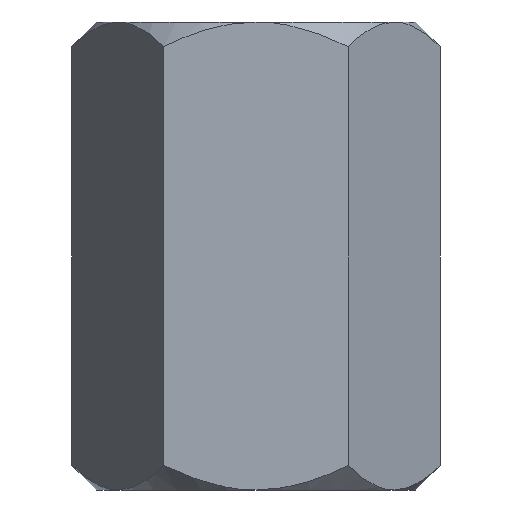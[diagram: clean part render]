
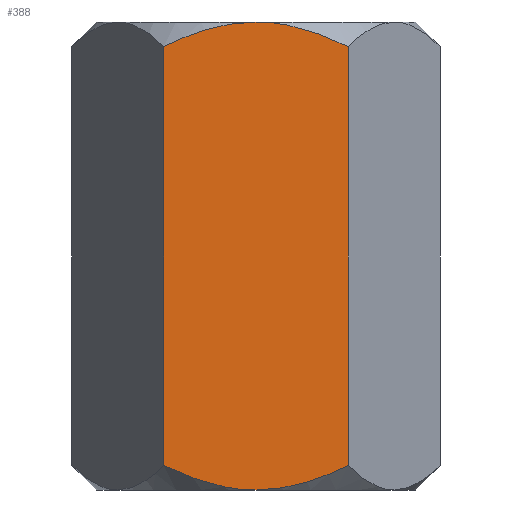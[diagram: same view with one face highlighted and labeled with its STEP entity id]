
A CAD part, left-side view. The second image highlights one B-rep face of the part: STEP entity #388.
In plain terms, the highlighted planar face has unit normal (-1, 0, 0).
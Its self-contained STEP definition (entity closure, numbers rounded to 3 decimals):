
#2 = DIRECTION ( 'NONE',  ( 0., 0., 1. ) ) ;
#24 = CARTESIAN_POINT ( 'NONE',  ( -15., 0., 0. ) ) ;
#28 = CARTESIAN_POINT ( 'NONE',  ( -15., 8.66, -41.679 ) ) ;
#35 = CARTESIAN_POINT ( 'NONE',  ( -15., 5.182, -43.145 ) ) ;
#40 = DIRECTION ( 'NONE',  ( 0., 0., 1. ) ) ;
#77 = CARTESIAN_POINT ( 'NONE',  ( -15., -5.182, -0.855 ) ) ;
#82 = CARTESIAN_POINT ( 'NONE',  ( -15., 3.738, -0.443 ) ) ;
#86 = VERTEX_POINT ( 'NONE', #24 ) ;
#87 = ORIENTED_EDGE ( 'NONE', *, *, #108, .F. ) ;
#91 = CARTESIAN_POINT ( 'NONE',  ( -15., -8.66, -41.679 ) ) ;
#95 = CARTESIAN_POINT ( 'NONE',  ( -15., 8.66, -2.321 ) ) ;
#108 = EDGE_CURVE ( 'NONE', #250, #588, #306, .T. ) ;
#118 = CARTESIAN_POINT ( 'NONE',  ( -15., 8.66, -44. ) ) ;
#122 = PLANE ( 'NONE',  #702 ) ;
#126 = CARTESIAN_POINT ( 'NONE',  ( -15., 0., -44. ) ) ;
#133 = CARTESIAN_POINT ( 'NONE',  ( -15., -8.66, -44. ) ) ;
#142 = EDGE_LOOP ( 'NONE', ( #87, #490, #663, #286, #545, #551 ) ) ;
#170 = B_SPLINE_CURVE_WITH_KNOTS ( 'NONE', 3,
 ( #191, #530, #759, #352, #650, #292, #533, #527, #762, #468, #182, #413 ),
 .UNSPECIFIED., .F., .F.,
 ( 4, 2, 2, 2, 2, 4 ),
 ( 0.045, 0.046, 0.047, 0.049, 0.052, 0.054 ),
 .UNSPECIFIED. ) ;
#171 = CARTESIAN_POINT ( 'NONE',  ( -15., -8.66, -2.321 ) ) ;
#182 = CARTESIAN_POINT ( 'NONE',  ( -15., -7.991, -42.014 ) ) ;
#191 = CARTESIAN_POINT ( 'NONE',  ( -15., 0., -44. ) ) ;
#193 = EDGE_CURVE ( 'NONE', #250, #428, #565, .T. ) ;
#195 = VECTOR ( 'NONE', #376, 1000. ) ;
#218 = CARTESIAN_POINT ( 'NONE',  ( -15., 3.003, -43.766 ) ) ;
#230 = B_SPLINE_CURVE_WITH_KNOTS ( 'NONE', 3,
 ( #600, #674, #722, #265, #269, #385, #82, #437, #680, #452, #505, #95 ),
 .UNSPECIFIED., .F., .F.,
 ( 4, 2, 2, 2, 2, 4 ),
 ( 0.045, 0.046, 0.047, 0.049, 0.052, 0.054 ),
 .UNSPECIFIED. ) ;
#250 = VERTEX_POINT ( 'NONE', #28 ) ;
#260 = CARTESIAN_POINT ( 'NONE',  ( -15., 0., 0. ) ) ;
#265 = CARTESIAN_POINT ( 'NONE',  ( -15., 1.515, -0.072 ) ) ;
#269 = CARTESIAN_POINT ( 'NONE',  ( -15., 1.889, -0.114 ) ) ;
#272 = CARTESIAN_POINT ( 'NONE',  ( -15., 5.902, -42.894 ) ) ;
#277 = EDGE_CURVE ( 'NONE', #86, #588, #230, .T. ) ;
#286 = ORIENTED_EDGE ( 'NONE', *, *, #457, .T. ) ;
#292 = CARTESIAN_POINT ( 'NONE',  ( -15., -3.004, -43.72 ) ) ;
#302 = LINE ( 'NONE', #133, #401 ) ;
#306 = LINE ( 'NONE', #358, #195 ) ;
#315 = CARTESIAN_POINT ( 'NONE',  ( -15., -7.302, -1.67 ) ) ;
#345 = CARTESIAN_POINT ( 'NONE',  ( -15., 8.66, -2.321 ) ) ;
#350 = DIRECTION ( 'NONE',  ( -1., 0., 0. ) ) ;
#352 = CARTESIAN_POINT ( 'NONE',  ( -15., -1.515, -43.928 ) ) ;
#358 = CARTESIAN_POINT ( 'NONE',  ( -15., 8.66, -44. ) ) ;
#367 = CARTESIAN_POINT ( 'NONE',  ( -15., -3.003, -0.234 ) ) ;
#372 = CARTESIAN_POINT ( 'NONE',  ( -15., 1.521, -44. ) ) ;
#376 = DIRECTION ( 'NONE',  ( 0., 0., 1. ) ) ;
#385 = CARTESIAN_POINT ( 'NONE',  ( -15., 3.004, -0.28 ) ) ;
#388 = ADVANCED_FACE ( 'NONE', ( #410 ), #122, .T. ) ;
#395 = B_SPLINE_CURVE_WITH_KNOTS ( 'NONE', 3,
 ( #449, #438, #315, #607, #77, #367, #541, #260 ),
 .UNSPECIFIED., .F., .F.,
 ( 4, 2, 2, 4 ),
 ( 0.036, 0.038, 0.04, 0.045 ),
 .UNSPECIFIED. ) ;
#401 = VECTOR ( 'NONE', #40, 1000. ) ;
#410 = FACE_OUTER_BOUND ( 'NONE', #142, .T. ) ;
#413 = CARTESIAN_POINT ( 'NONE',  ( -15., -8.66, -41.679 ) ) ;
#422 = EDGE_CURVE ( 'NONE', #428, #538, #170, .T. ) ;
#428 = VERTEX_POINT ( 'NONE', #126 ) ;
#437 = CARTESIAN_POINT ( 'NONE',  ( -15., 5.19, -0.857 ) ) ;
#438 = CARTESIAN_POINT ( 'NONE',  ( -15., -7.987, -1.984 ) ) ;
#449 = CARTESIAN_POINT ( 'NONE',  ( -15., -8.66, -2.321 ) ) ;
#452 = CARTESIAN_POINT ( 'NONE',  ( -15., 7.309, -1.674 ) ) ;
#457 = EDGE_CURVE ( 'NONE', #538, #633, #302, .T. ) ;
#468 = CARTESIAN_POINT ( 'NONE',  ( -15., -7.309, -42.326 ) ) ;
#490 = ORIENTED_EDGE ( 'NONE', *, *, #193, .T. ) ;
#505 = CARTESIAN_POINT ( 'NONE',  ( -15., 7.991, -1.986 ) ) ;
#508 = CARTESIAN_POINT ( 'NONE',  ( -15., 8.66, -41.679 ) ) ;
#520 = EDGE_CURVE ( 'NONE', #633, #86, #395, .T. ) ;
#527 = CARTESIAN_POINT ( 'NONE',  ( -15., -5.19, -43.143 ) ) ;
#530 = CARTESIAN_POINT ( 'NONE',  ( -15., -0.381, -44. ) ) ;
#533 = CARTESIAN_POINT ( 'NONE',  ( -15., -3.738, -43.557 ) ) ;
#538 = VERTEX_POINT ( 'NONE', #91 ) ;
#541 = CARTESIAN_POINT ( 'NONE',  ( -15., -1.521, 0. ) ) ;
#545 = ORIENTED_EDGE ( 'NONE', *, *, #520, .T. ) ;
#551 = ORIENTED_EDGE ( 'NONE', *, *, #277, .T. ) ;
#557 = CARTESIAN_POINT ( 'NONE',  ( -15., 0., -44. ) ) ;
#559 = CARTESIAN_POINT ( 'NONE',  ( -15., 7.987, -42.016 ) ) ;
#565 = B_SPLINE_CURVE_WITH_KNOTS ( 'NONE', 3,
 ( #508, #559, #734, #272, #35, #218, #372, #557 ),
 .UNSPECIFIED., .F., .F.,
 ( 4, 2, 2, 4 ),
 ( 0.036, 0.038, 0.04, 0.045 ),
 .UNSPECIFIED. ) ;
#588 = VERTEX_POINT ( 'NONE', #345 ) ;
#600 = CARTESIAN_POINT ( 'NONE',  ( -15., 0., 0. ) ) ;
#607 = CARTESIAN_POINT ( 'NONE',  ( -15., -5.902, -1.106 ) ) ;
#633 = VERTEX_POINT ( 'NONE', #171 ) ;
#650 = CARTESIAN_POINT ( 'NONE',  ( -15., -1.889, -43.886 ) ) ;
#663 = ORIENTED_EDGE ( 'NONE', *, *, #422, .T. ) ;
#674 = CARTESIAN_POINT ( 'NONE',  ( -15., 0.381, 0. ) ) ;
#680 = CARTESIAN_POINT ( 'NONE',  ( -15., 5.91, -1.11 ) ) ;
#702 = AXIS2_PLACEMENT_3D ( 'NONE', #118, #350, #2 ) ;
#722 = CARTESIAN_POINT ( 'NONE',  ( -15., 0.761, -0.015 ) ) ;
#734 = CARTESIAN_POINT ( 'NONE',  ( -15., 7.302, -42.33 ) ) ;
#759 = CARTESIAN_POINT ( 'NONE',  ( -15., -0.761, -43.985 ) ) ;
#762 = CARTESIAN_POINT ( 'NONE',  ( -15., -5.91, -42.89 ) ) ;
